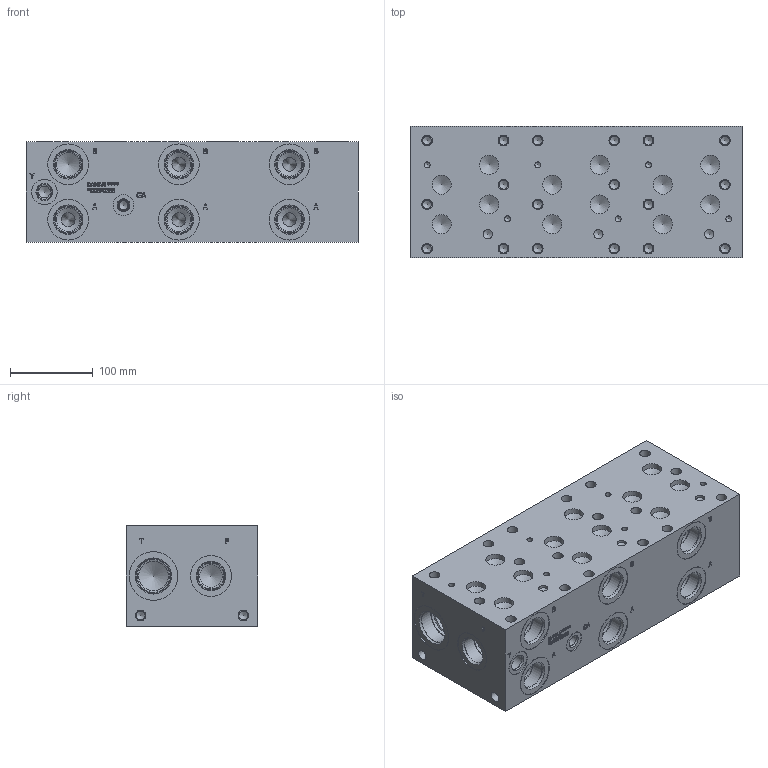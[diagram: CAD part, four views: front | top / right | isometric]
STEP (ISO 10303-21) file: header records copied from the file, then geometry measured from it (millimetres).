
FILE_DESCRIPTION(/* description */ (''),/* implementation_level */ '2;1');
FILE_NAME(/* name */ '_D08P035S.stp',/* time_stamp */ '2020-04-15T16:36:41-04:00',/* author */ ('devonn'),/* organization */ (''),/* preprocessor_version */ 'ST-DEVELOPER v17',/* originating_system */ 'Autodesk Inventor 2019',/* authorisation */ '');
FILE_SCHEMA (('AUTOMOTIVE_DESIGN { 1 0 10303 214 3 1 1 }'));
Length unit declared in the file: millimetre
Products named in the file (1): Part_DD08P035S_3D
Bounding box: 400.05 x 158.75 x 120.65 mm (x, y, z)
Volume: 7171683.1 mm3; surface area: 341647.3 mm2
Topology: 1 solids, 1 shells, 823 faces, 2234 edges, 1511 vertices
Faces by surface type: plane 402, bspline 187, cylinder 131, cone 103
Full cylindrical faces by diameter (mm): 7.137 x6, 10.719 x23, 11.113 x1, 11.125 x2, 12.7 x22, 12.9 x1, 14.275 x1, 14.3 x1, 14.529 x1, 17.501 x1, 19.05 x1, 19.253 x1, 23.012 x11, 23.017 x1, 25.019 x1, 26.975 x2, 28.575 x6, 30.632 x1, 31.267 x8, 33.34 x2, 33.35 x6, 33.757 x8, 35.509 x6, 35.712 x2, 39.218 x2, 41.275 x1, 41.28 x1, 41.758 x1, 43.51 x1, 49.124 x8
Entity records: 27329 total; most frequent: CARTESIAN_POINT 6945, ORIENTED_EDGE 4358, DIRECTION 3557, EDGE_CURVE 2179, VERTEX_POINT 1511, LINE 1327, VECTOR 1327, AXIS2_PLACEMENT_3D 1115
